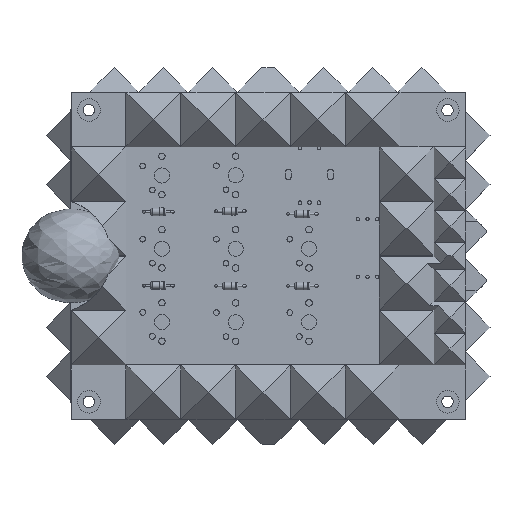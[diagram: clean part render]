
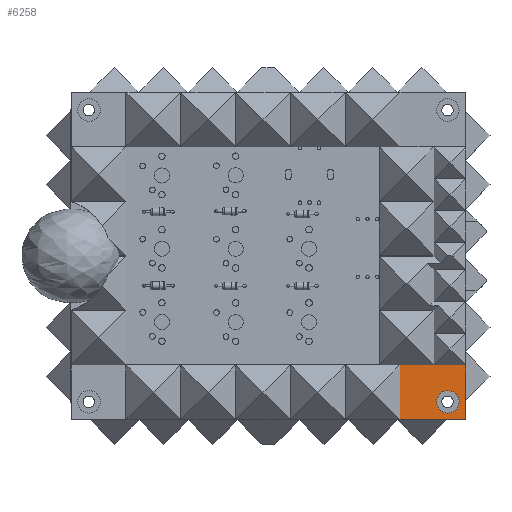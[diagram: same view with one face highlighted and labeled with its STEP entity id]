
A CAD part, top view. The second image highlights one B-rep face of the part: STEP entity #6258.
In plain terms, the highlighted planar face has unit normal (0, 0, 1).
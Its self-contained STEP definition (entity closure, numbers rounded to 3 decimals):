
#524=FACE_BOUND('',#1567,.T.);
#749=CIRCLE('',#7248,3.);
#1028=FACE_OUTER_BOUND('',#1566,.T.);
#1566=EDGE_LOOP('',(#5321,#5322,#5323,#5324,#5325,#5326));
#1567=EDGE_LOOP('',(#5327));
#2064=LINE('',#10765,#2639);
#2071=LINE('',#10779,#2646);
#2072=LINE('',#10781,#2647);
#2073=LINE('',#10783,#2648);
#2074=LINE('',#10785,#2649);
#2075=LINE('',#10786,#2650);
#2639=VECTOR('',#8837,10.);
#2646=VECTOR('',#8854,1000.);
#2647=VECTOR('',#8855,1000.);
#2648=VECTOR('',#8856,10.);
#2649=VECTOR('',#8857,10.);
#2650=VECTOR('',#8858,1000.);
#3184=VERTEX_POINT('',#10751);
#3187=VERTEX_POINT('',#10761);
#3189=VERTEX_POINT('',#10778);
#3190=VERTEX_POINT('',#10780);
#3191=VERTEX_POINT('',#10782);
#3192=VERTEX_POINT('',#10784);
#3193=VERTEX_POINT('',#10787);
#3903=EDGE_CURVE('',#3184,#3187,#2064,.T.);
#3910=EDGE_CURVE('',#3187,#3189,#2071,.T.);
#3911=EDGE_CURVE('',#3190,#3189,#2072,.T.);
#3912=EDGE_CURVE('',#3190,#3191,#2073,.T.);
#3913=EDGE_CURVE('',#3191,#3192,#2074,.T.);
#3914=EDGE_CURVE('',#3184,#3192,#2075,.T.);
#3915=EDGE_CURVE('',#3193,#3193,#749,.T.);
#5321=ORIENTED_EDGE('',*,*,#3903,.T.);
#5322=ORIENTED_EDGE('',*,*,#3910,.T.);
#5323=ORIENTED_EDGE('',*,*,#3911,.F.);
#5324=ORIENTED_EDGE('',*,*,#3912,.T.);
#5325=ORIENTED_EDGE('',*,*,#3913,.T.);
#5326=ORIENTED_EDGE('',*,*,#3914,.F.);
#5327=ORIENTED_EDGE('',*,*,#3915,.F.);
#5896=PLANE('',#7247);
#6258=ADVANCED_FACE('',(#1028,#524),#5896,.T.);
#7247=AXIS2_PLACEMENT_3D('',#10777,#8852,#8853);
#7248=AXIS2_PLACEMENT_3D('',#10788,#8859,#8860);
#8837=DIRECTION('',(0.,-1.,0.));
#8852=DIRECTION('center_axis',(0.,0.,1.));
#8853=DIRECTION('ref_axis',(1.,0.,0.));
#8854=DIRECTION('',(1.,0.,0.));
#8855=DIRECTION('',(0.,-1.,0.));
#8856=DIRECTION('',(-1.,0.,0.));
#8857=DIRECTION('',(-1.,0.,0.));
#8858=DIRECTION('',(1.,0.,0.));
#8859=DIRECTION('center_axis',(0.,0.,1.));
#8860=DIRECTION('ref_axis',(1.,0.,0.));
#10751=CARTESIAN_POINT('',(0.,-43.756,0.));
#10761=CARTESIAN_POINT('',(0.,-58.256,0.));
#10765=CARTESIAN_POINT('',(0.,-36.587,0.));
#10777=CARTESIAN_POINT('Origin',(-5.797,-14.918,0.));
#10778=CARTESIAN_POINT('',(46.406,-58.256,0.));
#10779=CARTESIAN_POINT('',(-50.75,-58.256,0.));
#10780=CARTESIAN_POINT('',(46.406,-43.756,0.));
#10781=CARTESIAN_POINT('',(46.406,21.169,0.));
#10782=CARTESIAN_POINT('',(38.,-43.756,0.));
#10783=CARTESIAN_POINT('',(20.305,-43.756,0.));
#10784=CARTESIAN_POINT('',(23.5,-43.756,0.));
#10785=CARTESIAN_POINT('',(8.852,-43.756,0.));
#10786=CARTESIAN_POINT('',(-36.25,-43.756,0.));
#10787=CARTESIAN_POINT('',(38.656,-53.506,0.));
#10788=CARTESIAN_POINT('Origin',(41.656,-53.506,0.));
